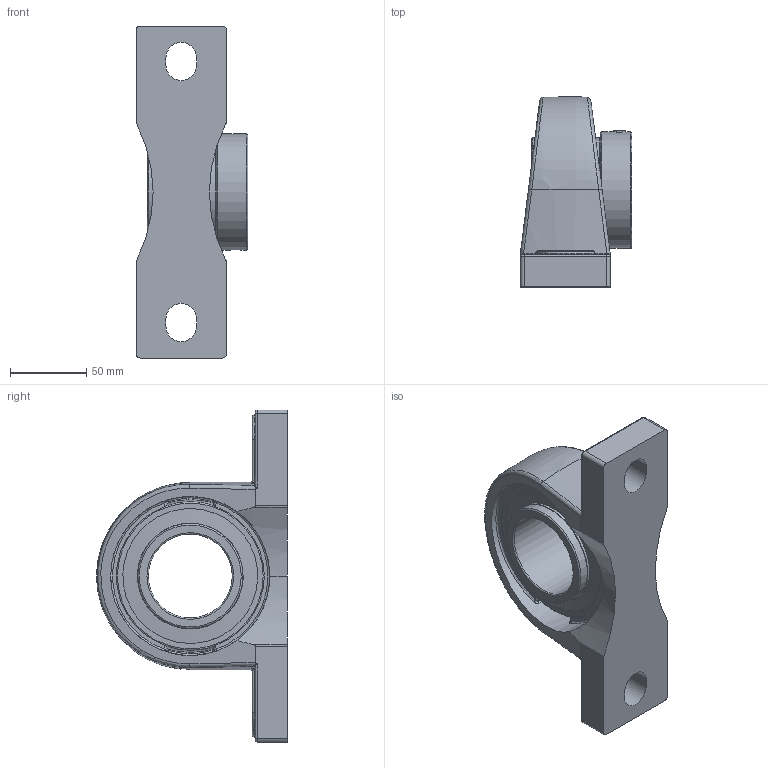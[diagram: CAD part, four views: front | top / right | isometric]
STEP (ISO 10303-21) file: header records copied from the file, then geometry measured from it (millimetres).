
FILE_DESCRIPTION(('HOOPS Exchange Step'),'2;1');
FILE_NAME('export-E447BC83-D5DC-4742-BB8F-CEDAD32CC573.stp','2020-05-21T10:46:21-07:00',('dkerr'),('Alibre'),'HOOPS Exchange 2020.0','Alibre','Unknown authorisation');
FILE_SCHEMA( ('AP242_MANAGED_MODEL_BASED_3D_ENGINEERING_MIM_LF {1 0 10303 442 1 1 4 }') );
Length unit declared in the file: inch
Products named in the file (8): MRN SPM 211 L4L; SNC 211 (Ball Bearing); SNC 211 (Shield); SNC 211 (Setscrew); SNC 211 (Collar); SNC 211 L4L (55mm) (Race); MRN SNC 211 L4L (55mm); MRN SNCSPM 211 L4L (55mm)
Assembly tree (8 placements, depth 3):
  MRN SNCSPM 211 L4L (55mm)
    MRN SPM 211 L4L
    MRN SNC 211 L4L (55mm)
      SNC 211 (Ball Bearing)
      SNC 211 (Shield)  x2
      SNC 211 (Setscrew)
      SNC 211 (Collar)
      SNC 211 L4L (55mm) (Race)
Bounding box: 73.1 x 124.75 x 217.5 mm (x, y, z)
Volume: 510570.7 mm3; surface area: 133797.7 mm2
Topology: 17 solids, 17 shells, 197 faces, 526 edges, 337 vertices
Faces by surface type: cylinder 67, plane 52, torus 29, bspline 22, sphere 17, cone 10
Full cylindrical faces by diameter (mm): 8.382 x3, 55 x2, 64.973 x2, 68.58 x4, 69.342 x2, 76.2 x1, 87.884 x2, 88.392 x2, 104.224 x2, 110.1 x1
Entity records: 13182 total; most frequent: CARTESIAN_POINT 8301, DIRECTION 1015, ORIENTED_EDGE 954, EDGE_CURVE 477, AXIS2_PLACEMENT_3D 433, VERTEX_POINT 323, CIRCLE 221, EDGE_LOOP 210
